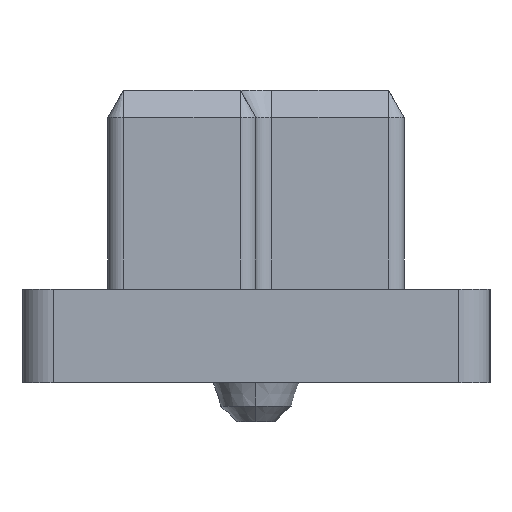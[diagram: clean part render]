
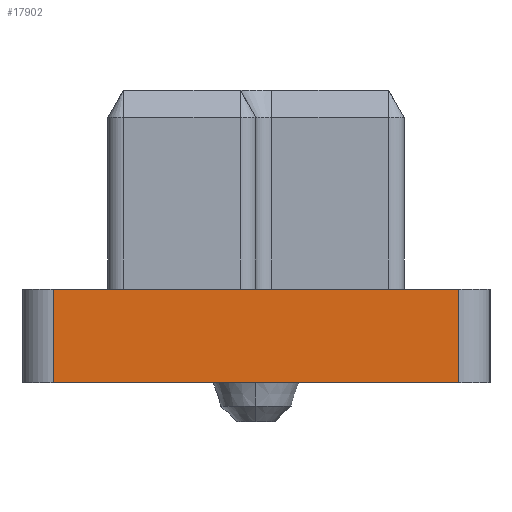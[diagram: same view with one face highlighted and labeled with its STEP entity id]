
A CAD part, left-side view. The second image highlights one B-rep face of the part: STEP entity #17902.
In plain terms, the highlighted planar face has unit normal (-1, 0, 0).
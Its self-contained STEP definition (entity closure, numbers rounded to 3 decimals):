
#5255=DIRECTION('',(0.,-1.,0.));
#5256=VECTOR('',#5255,5.2);
#5257=CARTESIAN_POINT('',(-10.9,2.6,-2.55));
#5258=LINE('',#5257,#5256);
#5343=DIRECTION('',(0.,-1.,0.));
#5344=VECTOR('',#5343,5.2);
#5345=CARTESIAN_POINT('',(-10.9,2.6,-3.75));
#5346=LINE('',#5345,#5344);
#5485=DIRECTION('',(0.,0.,-1.));
#5486=VECTOR('',#5485,1.2);
#5487=CARTESIAN_POINT('',(-10.9,2.6,-2.55));
#5488=LINE('',#5487,#5486);
#5512=DIRECTION('',(0.,0.,-1.));
#5513=VECTOR('',#5512,1.2);
#5514=CARTESIAN_POINT('',(-10.9,-2.6,-2.55));
#5515=LINE('',#5514,#5513);
#8298=CARTESIAN_POINT('',(-10.9,2.6,-2.55));
#8299=CARTESIAN_POINT('',(-10.9,2.6,-3.75));
#8300=VERTEX_POINT('',#8298);
#8301=VERTEX_POINT('',#8299);
#8318=CARTESIAN_POINT('',(-10.9,-2.6,-3.75));
#8319=VERTEX_POINT('',#8318);
#8320=CARTESIAN_POINT('',(-10.9,-2.6,-2.55));
#8321=VERTEX_POINT('',#8320);
#17890=CARTESIAN_POINT('',(-10.9,3.,-3.75));
#17891=DIRECTION('',(-1.,0.,0.));
#17892=DIRECTION('',(0.,-1.,0.));
#17893=AXIS2_PLACEMENT_3D('',#17890,#17891,#17892);
#17894=PLANE('',#17893);
#17895=ORIENTED_EDGE('',*,*,#17881,.F.);
#17896=ORIENTED_EDGE('',*,*,#17593,.T.);
#17898=ORIENTED_EDGE('',*,*,#17897,.T.);
#17899=ORIENTED_EDGE('',*,*,#17706,.F.);
#17900=EDGE_LOOP('',(#17895,#17896,#17898,#17899));
#17901=FACE_OUTER_BOUND('',#17900,.F.);
#17593=EDGE_CURVE('',#8300,#8321,#5258,.T.);
#17706=EDGE_CURVE('',#8301,#8319,#5346,.T.);
#17881=EDGE_CURVE('',#8300,#8301,#5488,.T.);
#17897=EDGE_CURVE('',#8321,#8319,#5515,.T.);
#17902=ADVANCED_FACE('',(#17901),#17894,.T.);
